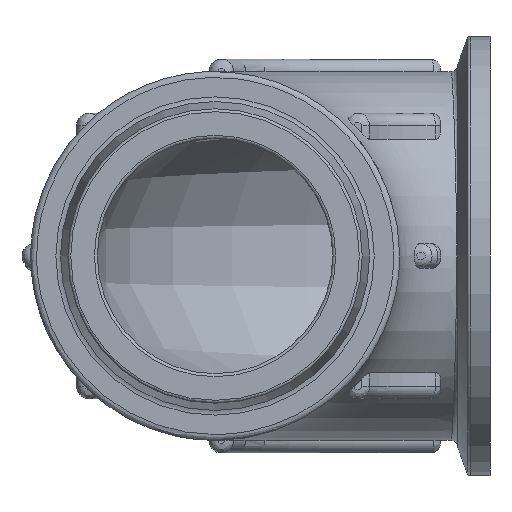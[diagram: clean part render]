
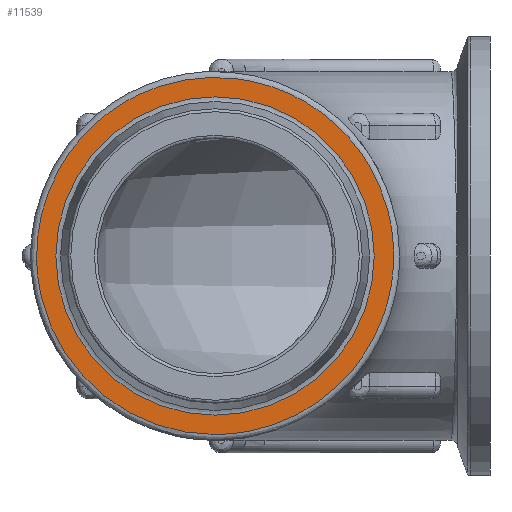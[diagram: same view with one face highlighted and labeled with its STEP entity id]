
A CAD part, left-side view. The second image highlights one B-rep face of the part: STEP entity #11539.
In plain terms, the highlighted planar face has unit normal (-1, 0, 0).
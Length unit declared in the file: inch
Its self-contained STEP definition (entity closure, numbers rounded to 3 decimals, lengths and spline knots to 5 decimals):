
#71=CIRCLE('',#12006,1.60938);
#72=CIRCLE('',#12007,1.60938);
#383=PLANE('',#12010);
#1839=FACE_BOUND('',#3171,.T.);
#2437=FACE_OUTER_BOUND('',#3170,.T.);
#3170=EDGE_LOOP('',(#10550));
#3171=EDGE_LOOP('',(#10551,#10552));
#4343=B_SPLINE_CURVE_WITH_KNOTS('',3,(#26578,#26579,#26580,#26581,#26582,
#26583,#26584,#26585,#26586,#26587,#26588,#26589,#26590,#26591,#26592,#26593,
#26594,#26595,#26596,#26597,#26598,#26599,#26600,#26601,#26602,#26603,#26604,
#26605,#26606,#26607,#26608,#26609,#26610,#26611),.UNSPECIFIED.,.T.,.F.,
(4,1,1,1,1,1,1,1,1,1,1,1,1,1,1,1,1,1,1,1,1,1,1,1,1,1,1,1,1,1,1,4),(-3.14159,
-2.91719,-2.69279,-2.46839,-2.24399,
-2.0944,-1.9448,-1.6456,-1.496,
-1.3464,-1.0472,-0.8976,-0.748,
-0.4488,-0.2992,-0.1496,0.1496,
0.2992,0.4488,0.5984,0.748,
1.0472,1.3464,1.496,1.6456,1.7952,
1.9448,2.24399,2.46839,2.69279,2.91719,
3.14159),.UNSPECIFIED.);
#5509=VERTEX_POINT('',#26568);
#5510=VERTEX_POINT('',#26570);
#5512=VERTEX_POINT('',#26577);
#7214=EDGE_CURVE('',#5509,#5510,#71,.T.);
#7215=EDGE_CURVE('',#5510,#5509,#72,.T.);
#7218=EDGE_CURVE('',#5512,#5512,#4343,.T.);
#10550=ORIENTED_EDGE('',*,*,#7218,.F.);
#10551=ORIENTED_EDGE('',*,*,#7215,.F.);
#10552=ORIENTED_EDGE('',*,*,#7214,.F.);
#11539=ADVANCED_FACE('',(#2437,#1839),#383,.T.);
#12006=AXIS2_PLACEMENT_3D('',#26571,#13378,#13379);
#12007=AXIS2_PLACEMENT_3D('',#26572,#13380,#13381);
#12010=AXIS2_PLACEMENT_3D('',#26576,#13386,#13387);
#13378=DIRECTION('center_axis',(-1.,0.,0.));
#13379=DIRECTION('ref_axis',(0.,-1.,0.));
#13380=DIRECTION('center_axis',(-1.,0.,0.));
#13381=DIRECTION('ref_axis',(0.,-1.,0.));
#13386=DIRECTION('center_axis',(-1.,0.,0.));
#13387=DIRECTION('ref_axis',(0.,0.,1.));
#26568=CARTESIAN_POINT('',(0.,0.,1.60938));
#26570=CARTESIAN_POINT('',(0.,1.60938,0.));
#26571=CARTESIAN_POINT('Origin',(0.,0.,0.));
#26572=CARTESIAN_POINT('Origin',(0.,0.,0.));
#26576=CARTESIAN_POINT('Origin',(0.,0.,0.));
#26577=CARTESIAN_POINT('',(0.,-0.00065,-1.805));
#26578=CARTESIAN_POINT('Ctrl Pts',(0.,-0.00065,
-1.805));
#26579=CARTESIAN_POINT('Ctrl Pts',(0.,0.13358,
-1.805));
#26580=CARTESIAN_POINT('Ctrl Pts',(0.,0.4057,
-1.77417));
#26581=CARTESIAN_POINT('Ctrl Pts',(0.,0.78864,
-1.64041));
#26582=CARTESIAN_POINT('Ctrl Pts',(0.,1.1357,
-1.42196));
#26583=CARTESIAN_POINT('Ctrl Pts',(0.,1.39026,
-1.16751));
#26584=CARTESIAN_POINT('Ctrl Pts',(0.,1.56942,
-0.90437));
#26585=CARTESIAN_POINT('Ctrl Pts',(0.,1.72528,
-0.58075));
#26586=CARTESIAN_POINT('Ctrl Pts',(0.,1.80662,
-0.22338));
#26587=CARTESIAN_POINT('Ctrl Pts',(0.,1.80626,
0.13563));
#26588=CARTESIAN_POINT('Ctrl Pts',(0.,1.7518,
0.49513));
#26589=CARTESIAN_POINT('Ctrl Pts',(0.,1.61948,
0.83159));
#26590=CARTESIAN_POINT('Ctrl Pts',(0.,1.41431,
1.13175));
#26591=CARTESIAN_POINT('Ctrl Pts',(0.,1.16998,
1.39467));
#26592=CARTESIAN_POINT('Ctrl Pts',(0.,0.86684,
1.60105));
#26593=CARTESIAN_POINT('Ctrl Pts',(0.,0.53229,
1.73156));
#26594=CARTESIAN_POINT('Ctrl Pts',(0.,0.1778,
1.81216));
#26595=CARTESIAN_POINT('Ctrl Pts',(0.,-0.18379,
1.8115));
#26596=CARTESIAN_POINT('Ctrl Pts',(0.,-0.53823,
1.73021));
#26597=CARTESIAN_POINT('Ctrl Pts',(0.,-0.78801,
1.63182));
#26598=CARTESIAN_POINT('Ctrl Pts',(0.,-1.02443,
1.49499));
#26599=CARTESIAN_POINT('Ctrl Pts',(0.,-1.30524,
1.27064));
#26600=CARTESIAN_POINT('Ctrl Pts',(0.,-1.58987,
0.9133));
#26601=CARTESIAN_POINT('Ctrl Pts',(0.,-1.75517,
0.49056));
#26602=CARTESIAN_POINT('Ctrl Pts',(0.,-1.8088,
0.13173));
#26603=CARTESIAN_POINT('Ctrl Pts',(0.,-1.80839,
-0.13712));
#26604=CARTESIAN_POINT('Ctrl Pts',(0.,-1.76721,
-0.40712));
#26605=CARTESIAN_POINT('Ctrl Pts',(0.,-1.66049,
-0.7502));
#26606=CARTESIAN_POINT('Ctrl Pts',(0.,-1.4543,
-1.106));
#26607=CARTESIAN_POINT('Ctrl Pts',(0.,-1.13381,
-1.4247));
#26608=CARTESIAN_POINT('Ctrl Pts',(0.,-0.78683,
-1.64187));
#26609=CARTESIAN_POINT('Ctrl Pts',(0.,-0.40469,
-1.7745));
#26610=CARTESIAN_POINT('Ctrl Pts',(0.,-0.13487,
-1.805));
#26611=CARTESIAN_POINT('Ctrl Pts',(0.,-0.00065,
-1.805));
